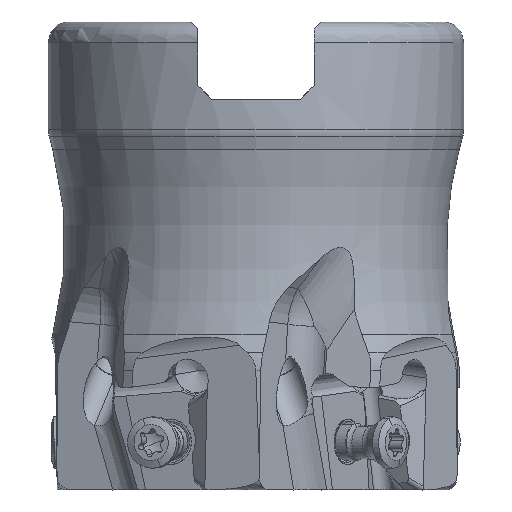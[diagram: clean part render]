
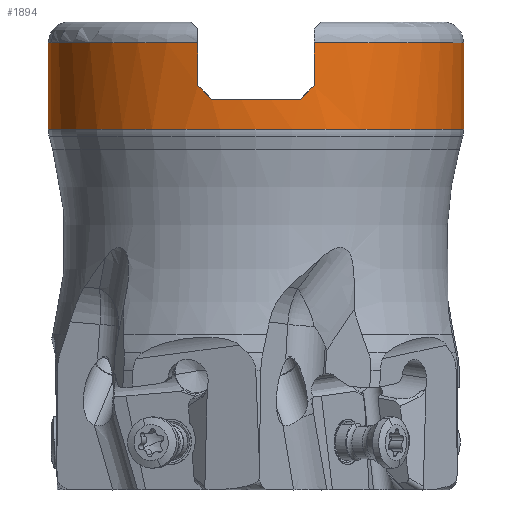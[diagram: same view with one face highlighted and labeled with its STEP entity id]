
A CAD part, front view. The second image highlights one B-rep face of the part: STEP entity #1894.
In plain terms, the highlighted cylindrical face has radius 15 mm (diameter 30 mm), a partial arc.
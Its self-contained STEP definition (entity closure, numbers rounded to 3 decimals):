
#856=LINE('',#19864,#1386);
#858=LINE('',#19884,#1388);
#859=LINE('',#19897,#1389);
#860=LINE('',#19911,#1390);
#1386=VECTOR('',#12726,1.);
#1388=VECTOR('',#12734,1.);
#1389=VECTOR('',#12753,1.);
#1390=VECTOR('',#12756,1.);
#1894=ADVANCED_FACE('',(#2652),#2272,.T.);
#2272=CYLINDRICAL_SURFACE('',#10759,15.);
#2652=FACE_OUTER_BOUND('',#3217,.T.);
#3217=EDGE_LOOP('',(#5668,#5669,#5670,#5671,#5672,#5673,#5674,#5675,#5676,
#5677,#5678));
#3847=B_SPLINE_CURVE_WITH_KNOTS('',3,(#19899,#19900,#19901,#19902),
 .UNSPECIFIED.,.F.,.F.,(4,4),(0.,1.),.UNSPECIFIED.);
#3848=B_SPLINE_CURVE_WITH_KNOTS('',3,(#19906,#19907,#19908,#19909),
 .UNSPECIFIED.,.F.,.F.,(4,4),(0.,1.),.UNSPECIFIED.);
#5668=ORIENTED_EDGE('',*,*,#8977,.T.);
#5669=ORIENTED_EDGE('',*,*,#8968,.T.);
#5670=ORIENTED_EDGE('',*,*,#8967,.T.);
#5671=ORIENTED_EDGE('',*,*,#8984,.T.);
#5672=ORIENTED_EDGE('',*,*,#8985,.T.);
#5673=ORIENTED_EDGE('',*,*,#8986,.T.);
#5674=ORIENTED_EDGE('',*,*,#8987,.T.);
#5675=ORIENTED_EDGE('',*,*,#8988,.F.);
#5676=ORIENTED_EDGE('',*,*,#8989,.F.);
#5677=ORIENTED_EDGE('',*,*,#8970,.T.);
#5678=ORIENTED_EDGE('',*,*,#8983,.T.);
#7676=VERTEX_POINT('',#19857);
#7677=VERTEX_POINT('',#19859);
#7678=VERTEX_POINT('',#19861);
#7679=VERTEX_POINT('',#19865);
#7680=VERTEX_POINT('',#19866);
#7686=VERTEX_POINT('',#19885);
#7689=VERTEX_POINT('',#19898);
#7690=VERTEX_POINT('',#19903);
#7691=VERTEX_POINT('',#19905);
#7692=VERTEX_POINT('',#19910);
#7693=VERTEX_POINT('',#19912);
#8967=EDGE_CURVE('',#7677,#7676,#9779,.T.);
#8968=EDGE_CURVE('',#7678,#7677,#9780,.T.);
#8970=EDGE_CURVE('',#7679,#7680,#856,.T.);
#8977=EDGE_CURVE('',#7686,#7678,#858,.T.);
#8983=EDGE_CURVE('',#7680,#7686,#9790,.T.);
#8984=EDGE_CURVE('',#7676,#7689,#859,.T.);
#8985=EDGE_CURVE('',#7689,#7690,#3847,.T.);
#8986=EDGE_CURVE('',#7690,#7691,#9791,.T.);
#8987=EDGE_CURVE('',#7691,#7692,#3848,.T.);
#8988=EDGE_CURVE('',#7693,#7692,#860,.T.);
#8989=EDGE_CURVE('',#7679,#7693,#9792,.T.);
#9779=CIRCLE('',#10741,15.);
#9780=CIRCLE('',#10742,15.);
#9790=CIRCLE('',#10755,15.);
#9791=CIRCLE('',#10757,15.);
#9792=CIRCLE('',#10758,15.);
#10741=AXIS2_PLACEMENT_3D('',#19858,#12718,#12719);
#10742=AXIS2_PLACEMENT_3D('',#19860,#12720,#12721);
#10755=AXIS2_PLACEMENT_3D('',#19895,#12749,#12750);
#10757=AXIS2_PLACEMENT_3D('',#19904,#12754,#12755);
#10758=AXIS2_PLACEMENT_3D('',#19913,#12757,#12758);
#10759=AXIS2_PLACEMENT_3D('',#19914,#12759,#12760);
#12718=DIRECTION('',(0.,0.,-1.));
#12719=DIRECTION('',(1.,-0.001,0.));
#12720=DIRECTION('',(0.,0.,-1.));
#12721=DIRECTION('',(1.,0.,0.));
#12726=DIRECTION('',(0.,0.,-1.));
#12734=DIRECTION('',(0.,0.,1.));
#12749=DIRECTION('',(0.,0.,1.));
#12750=DIRECTION('',(-1.,0.,0.));
#12753=DIRECTION('',(0.,0.,-1.));
#12754=DIRECTION('',(0.,0.,-1.));
#12755=DIRECTION('',(0.213,-0.977,0.));
#12756=DIRECTION('',(0.,0.,-1.));
#12757=DIRECTION('',(0.,0.,1.));
#12758=DIRECTION('',(-1.,0.,0.));
#12759=DIRECTION('',(0.,0.,-1.));
#12760=DIRECTION('',(-1.,0.,0.));
#19857=CARTESIAN_POINT('',(4.2,-14.4,-1.5));
#19858=CARTESIAN_POINT('',(0.,0.,-1.5));
#19859=CARTESIAN_POINT('',(15.,-0.022,-1.5));
#19860=CARTESIAN_POINT('',(0.,0.,-1.5));
#19861=CARTESIAN_POINT('',(15.,0.,-1.5));
#19864=CARTESIAN_POINT('',(-15.,0.,-1.5));
#19865=CARTESIAN_POINT('',(-15.,0.,-1.5));
#19866=CARTESIAN_POINT('',(-15.,0.,-7.737));
#19884=CARTESIAN_POINT('',(15.,0.,-7.737));
#19885=CARTESIAN_POINT('',(15.,0.,-7.737));
#19895=CARTESIAN_POINT('',(0.,0.,-7.737));
#19897=CARTESIAN_POINT('',(4.2,-14.4,-1.5));
#19898=CARTESIAN_POINT('',(4.2,-14.4,-4.6));
#19899=CARTESIAN_POINT('',(4.2,-14.4,-4.6));
#19900=CARTESIAN_POINT('',(3.868,-14.497,-4.932));
#19901=CARTESIAN_POINT('',(3.535,-14.582,-5.265));
#19902=CARTESIAN_POINT('',(3.2,-14.655,-5.6));
#19903=CARTESIAN_POINT('',(3.2,-14.655,-5.6));
#19904=CARTESIAN_POINT('',(0.,0.,-5.6));
#19905=CARTESIAN_POINT('',(-3.2,-14.655,-5.6));
#19906=CARTESIAN_POINT('',(-3.2,-14.655,-5.6));
#19907=CARTESIAN_POINT('',(-3.535,-14.582,-5.265));
#19908=CARTESIAN_POINT('',(-3.868,-14.497,-4.932));
#19909=CARTESIAN_POINT('',(-4.2,-14.4,-4.6));
#19910=CARTESIAN_POINT('',(-4.2,-14.4,-4.6));
#19911=CARTESIAN_POINT('',(-4.2,-14.4,-1.5));
#19912=CARTESIAN_POINT('',(-4.2,-14.4,-1.5));
#19913=CARTESIAN_POINT('',(0.,0.,-1.5));
#19914=CARTESIAN_POINT('',(0.,0.,-1.375));
